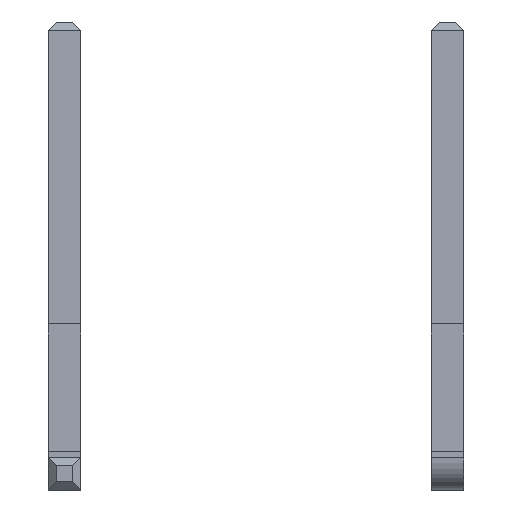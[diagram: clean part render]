
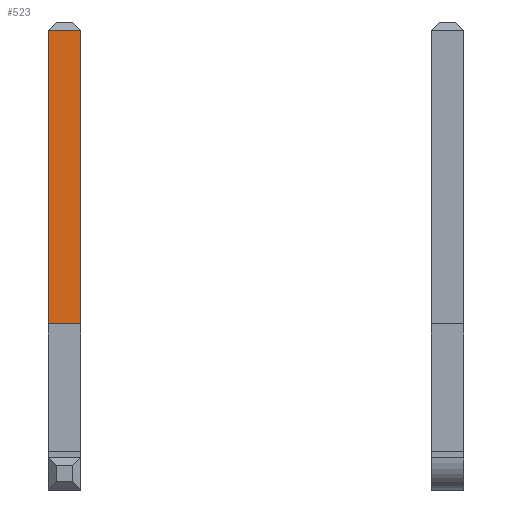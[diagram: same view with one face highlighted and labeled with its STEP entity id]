
A CAD part, left-side view. The second image highlights one B-rep face of the part: STEP entity #523.
In plain terms, the highlighted planar face has unit normal (-1, 0, 0).
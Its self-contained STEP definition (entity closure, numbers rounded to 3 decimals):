
#344 = VERTEX_POINT('',#345);
#345 = CARTESIAN_POINT('',(-0.32,3.49,3.3));
#353 = EDGE_CURVE('',#344,#354,#356,.T.);
#354 = VERTEX_POINT('',#355);
#355 = CARTESIAN_POINT('',(-0.32,4.13,3.3));
#356 = LINE('',#357,#358);
#357 = CARTESIAN_POINT('',(-0.32,2.065,3.3));
#358 = VECTOR('',#359,1.);
#359 = DIRECTION('',(0.,1.,0.));
#506 = VERTEX_POINT('',#507);
#507 = CARTESIAN_POINT('',(-0.32,3.49,9.14));
#513 = EDGE_CURVE('',#506,#344,#514,.T.);
#514 = LINE('',#515,#516);
#515 = CARTESIAN_POINT('',(-0.32,3.49,9.3));
#516 = VECTOR('',#517,1.);
#517 = DIRECTION('',(0.,0.,-1.));
#523 = ADVANCED_FACE('',(#524),#542,.F.);
#524 = FACE_BOUND('',#525,.F.);
#525 = EDGE_LOOP('',(#526,#534,#540,#541));
#526 = ORIENTED_EDGE('',*,*,#527,.F.);
#527 = EDGE_CURVE('',#528,#354,#530,.T.);
#528 = VERTEX_POINT('',#529);
#529 = CARTESIAN_POINT('',(-0.32,4.13,9.14));
#530 = LINE('',#531,#532);
#531 = CARTESIAN_POINT('',(-0.32,4.13,9.3));
#532 = VECTOR('',#533,1.);
#533 = DIRECTION('',(0.,0.,-1.));
#534 = ORIENTED_EDGE('',*,*,#535,.T.);
#535 = EDGE_CURVE('',#528,#506,#536,.T.);
#536 = LINE('',#537,#538);
#537 = CARTESIAN_POINT('',(-0.32,4.13,9.14));
#538 = VECTOR('',#539,1.);
#539 = DIRECTION('',(0.,-1.,0.));
#540 = ORIENTED_EDGE('',*,*,#513,.T.);
#541 = ORIENTED_EDGE('',*,*,#353,.T.);
#542 = PLANE('',#543);
#543 = AXIS2_PLACEMENT_3D('',#544,#545,#546);
#544 = CARTESIAN_POINT('',(-0.32,4.13,9.3));
#545 = DIRECTION('',(1.,0.,0.));
#546 = DIRECTION('',(0.,0.,-1.));
